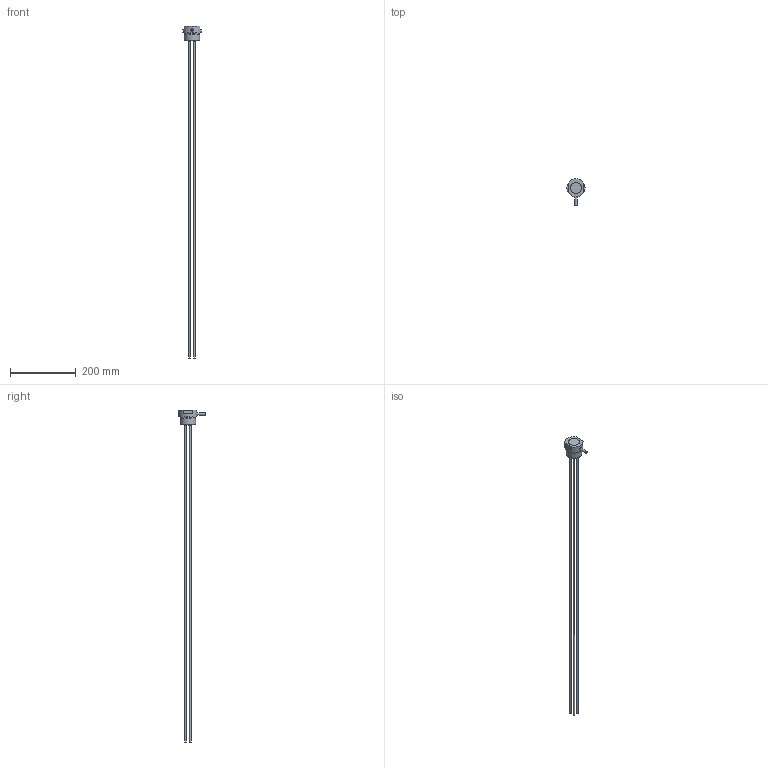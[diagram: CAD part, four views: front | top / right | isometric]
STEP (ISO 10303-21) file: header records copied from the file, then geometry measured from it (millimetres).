
FILE_DESCRIPTION(/* description */ (''),/* implementation_level */ '2;1');
FILE_NAME(/* name */ 'VT4.stp',/* time_stamp */ '2019-10-04T11:09:56+02:00',/* author */ ('tvb'),/* organization */ (''),/* preprocessor_version */ 'ST-DEVELOPER v18',/* originating_system */ 'Autodesk Inventor 2020',/* authorisation */ '');
FILE_SCHEMA (('AUTOMOTIVE_DESIGN { 1 0 10303 214 3 1 1 }'));
Length unit declared in the file: millimetre
Products named in the file (1): VT4
Bounding box: 55 x 80 x 1007.5 mm (x, y, z)
Volume: 166513 mm3; surface area: 74337.9 mm2
Topology: 2 solids, 2 shells, 121 faces, 405 edges, 258 vertices
Faces by surface type: cone 54, plane 51, cylinder 16
Full cylindrical faces by diameter (mm): 5 x8, 7.6 x1, 9 x4, 44.845 x1, 47.803 x1, 55 x1
Entity records: 4564 total; most frequent: CARTESIAN_POINT 1076, ORIENTED_EDGE 812, DIRECTION 664, EDGE_CURVE 406, AXIS2_PLACEMENT_3D 280, VERTEX_POINT 260, CIRCLE 158, EDGE_LOOP 140
